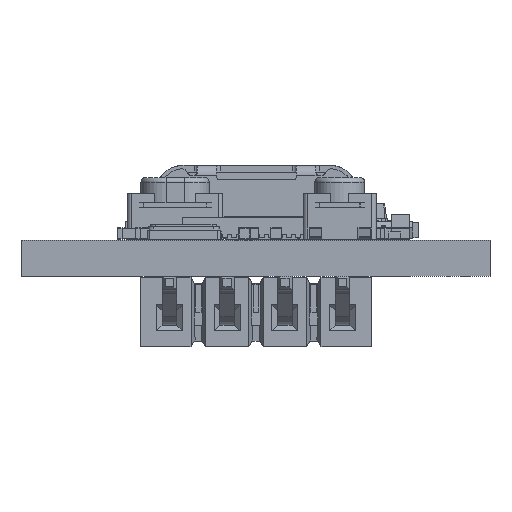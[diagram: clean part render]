
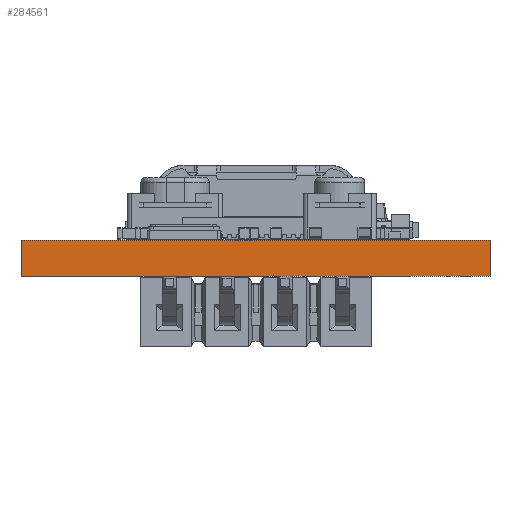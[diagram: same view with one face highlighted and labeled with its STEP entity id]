
A CAD part, front view. The second image highlights one B-rep face of the part: STEP entity #284561.
In plain terms, the highlighted planar face has unit normal (0, -1, 0).
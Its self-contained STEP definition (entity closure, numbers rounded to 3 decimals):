
#284561 = ADVANCED_FACE('',(#284562),#284576,.T.);
#284562 = FACE_BOUND('',#284563,.T.);
#284563 = EDGE_LOOP('',(#284564,#284599,#284627,#284655));
#284564 = ORIENTED_EDGE('',*,*,#284565,.T.);
#284565 = EDGE_CURVE('',#284566,#284568,#284570,.T.);
#284566 = VERTEX_POINT('',#284567);
#284567 = CARTESIAN_POINT('',(74.295,-76.073,0.));
#284568 = VERTEX_POINT('',#284569);
#284569 = CARTESIAN_POINT('',(74.295,-76.073,1.586));
#284570 = SURFACE_CURVE('',#284571,(#284575,#284587),.PCURVE_S1.);
#284571 = LINE('',#284572,#284573);
#284572 = CARTESIAN_POINT('',(74.295,-76.073,0.));
#284573 = VECTOR('',#284574,1.);
#284574 = DIRECTION('',(0.,0.,1.));
#284575 = PCURVE('',#284576,#284581);
#284576 = PLANE('',#284577);
#284577 = AXIS2_PLACEMENT_3D('',#284578,#284579,#284580);
#284578 = CARTESIAN_POINT('',(74.295,-76.073,0.));
#284579 = DIRECTION('',(0.,-1.,0.));
#284580 = DIRECTION('',(-1.,0.,0.));
#284581 = DEFINITIONAL_REPRESENTATION('',(#284582),#284586);
#284582 = LINE('',#284583,#284584);
#284583 = CARTESIAN_POINT('',(0.,-0.));
#284584 = VECTOR('',#284585,1.);
#284585 = DIRECTION('',(0.,-1.));
#284586 = ( GEOMETRIC_REPRESENTATION_CONTEXT(2) 
PARAMETRIC_REPRESENTATION_CONTEXT() REPRESENTATION_CONTEXT('2D SPACE',''
  ) );
#284587 = PCURVE('',#284588,#284593);
#284588 = PLANE('',#284589);
#284589 = AXIS2_PLACEMENT_3D('',#284590,#284591,#284592);
#284590 = CARTESIAN_POINT('',(74.295,-25.019,0.));
#284591 = DIRECTION('',(1.,0.,-0.));
#284592 = DIRECTION('',(0.,-1.,0.));
#284593 = DEFINITIONAL_REPRESENTATION('',(#284594),#284598);
#284594 = LINE('',#284595,#284596);
#284595 = CARTESIAN_POINT('',(51.054,0.));
#284596 = VECTOR('',#284597,1.);
#284597 = DIRECTION('',(0.,-1.));
#284598 = ( GEOMETRIC_REPRESENTATION_CONTEXT(2) 
PARAMETRIC_REPRESENTATION_CONTEXT() REPRESENTATION_CONTEXT('2D SPACE',''
  ) );
#284599 = ORIENTED_EDGE('',*,*,#284600,.T.);
#284600 = EDGE_CURVE('',#284568,#284601,#284603,.T.);
#284601 = VERTEX_POINT('',#284602);
#284602 = CARTESIAN_POINT('',(53.721,-76.073,1.586));
#284603 = SURFACE_CURVE('',#284604,(#284608,#284615),.PCURVE_S1.);
#284604 = LINE('',#284605,#284606);
#284605 = CARTESIAN_POINT('',(74.295,-76.073,1.586));
#284606 = VECTOR('',#284607,1.);
#284607 = DIRECTION('',(-1.,0.,0.));
#284608 = PCURVE('',#284576,#284609);
#284609 = DEFINITIONAL_REPRESENTATION('',(#284610),#284614);
#284610 = LINE('',#284611,#284612);
#284611 = CARTESIAN_POINT('',(0.,-1.586));
#284612 = VECTOR('',#284613,1.);
#284613 = DIRECTION('',(1.,0.));
#284614 = ( GEOMETRIC_REPRESENTATION_CONTEXT(2) 
PARAMETRIC_REPRESENTATION_CONTEXT() REPRESENTATION_CONTEXT('2D SPACE',''
  ) );
#284615 = PCURVE('',#284616,#284621);
#284616 = PLANE('',#284617);
#284617 = AXIS2_PLACEMENT_3D('',#284618,#284619,#284620);
#284618 = CARTESIAN_POINT('',(64.008,-50.546,1.586));
#284619 = DIRECTION('',(-0.,-0.,-1.));
#284620 = DIRECTION('',(-1.,0.,0.));
#284621 = DEFINITIONAL_REPRESENTATION('',(#284622),#284626);
#284622 = LINE('',#284623,#284624);
#284623 = CARTESIAN_POINT('',(-10.287,-25.527));
#284624 = VECTOR('',#284625,1.);
#284625 = DIRECTION('',(1.,0.));
#284626 = ( GEOMETRIC_REPRESENTATION_CONTEXT(2) 
PARAMETRIC_REPRESENTATION_CONTEXT() REPRESENTATION_CONTEXT('2D SPACE',''
  ) );
#284627 = ORIENTED_EDGE('',*,*,#284628,.F.);
#284628 = EDGE_CURVE('',#284629,#284601,#284631,.T.);
#284629 = VERTEX_POINT('',#284630);
#284630 = CARTESIAN_POINT('',(53.721,-76.073,0.));
#284631 = SURFACE_CURVE('',#284632,(#284636,#284643),.PCURVE_S1.);
#284632 = LINE('',#284633,#284634);
#284633 = CARTESIAN_POINT('',(53.721,-76.073,0.));
#284634 = VECTOR('',#284635,1.);
#284635 = DIRECTION('',(0.,0.,1.));
#284636 = PCURVE('',#284576,#284637);
#284637 = DEFINITIONAL_REPRESENTATION('',(#284638),#284642);
#284638 = LINE('',#284639,#284640);
#284639 = CARTESIAN_POINT('',(20.574,0.));
#284640 = VECTOR('',#284641,1.);
#284641 = DIRECTION('',(0.,-1.));
#284642 = ( GEOMETRIC_REPRESENTATION_CONTEXT(2) 
PARAMETRIC_REPRESENTATION_CONTEXT() REPRESENTATION_CONTEXT('2D SPACE',''
  ) );
#284643 = PCURVE('',#284644,#284649);
#284644 = PLANE('',#284645);
#284645 = AXIS2_PLACEMENT_3D('',#284646,#284647,#284648);
#284646 = CARTESIAN_POINT('',(53.721,-76.073,0.));
#284647 = DIRECTION('',(-1.,0.,0.));
#284648 = DIRECTION('',(0.,1.,0.));
#284649 = DEFINITIONAL_REPRESENTATION('',(#284650),#284654);
#284650 = LINE('',#284651,#284652);
#284651 = CARTESIAN_POINT('',(0.,0.));
#284652 = VECTOR('',#284653,1.);
#284653 = DIRECTION('',(0.,-1.));
#284654 = ( GEOMETRIC_REPRESENTATION_CONTEXT(2) 
PARAMETRIC_REPRESENTATION_CONTEXT() REPRESENTATION_CONTEXT('2D SPACE',''
  ) );
#284655 = ORIENTED_EDGE('',*,*,#284656,.F.);
#284656 = EDGE_CURVE('',#284566,#284629,#284657,.T.);
#284657 = SURFACE_CURVE('',#284658,(#284662,#284669),.PCURVE_S1.);
#284658 = LINE('',#284659,#284660);
#284659 = CARTESIAN_POINT('',(74.295,-76.073,0.));
#284660 = VECTOR('',#284661,1.);
#284661 = DIRECTION('',(-1.,0.,0.));
#284662 = PCURVE('',#284576,#284663);
#284663 = DEFINITIONAL_REPRESENTATION('',(#284664),#284668);
#284664 = LINE('',#284665,#284666);
#284665 = CARTESIAN_POINT('',(0.,-0.));
#284666 = VECTOR('',#284667,1.);
#284667 = DIRECTION('',(1.,0.));
#284668 = ( GEOMETRIC_REPRESENTATION_CONTEXT(2) 
PARAMETRIC_REPRESENTATION_CONTEXT() REPRESENTATION_CONTEXT('2D SPACE',''
  ) );
#284669 = PCURVE('',#284670,#284675);
#284670 = PLANE('',#284671);
#284671 = AXIS2_PLACEMENT_3D('',#284672,#284673,#284674);
#284672 = CARTESIAN_POINT('',(64.008,-50.546,0.));
#284673 = DIRECTION('',(-0.,-0.,-1.));
#284674 = DIRECTION('',(-1.,0.,0.));
#284675 = DEFINITIONAL_REPRESENTATION('',(#284676),#284680);
#284676 = LINE('',#284677,#284678);
#284677 = CARTESIAN_POINT('',(-10.287,-25.527));
#284678 = VECTOR('',#284679,1.);
#284679 = DIRECTION('',(1.,0.));
#284680 = ( GEOMETRIC_REPRESENTATION_CONTEXT(2) 
PARAMETRIC_REPRESENTATION_CONTEXT() REPRESENTATION_CONTEXT('2D SPACE',''
  ) );
